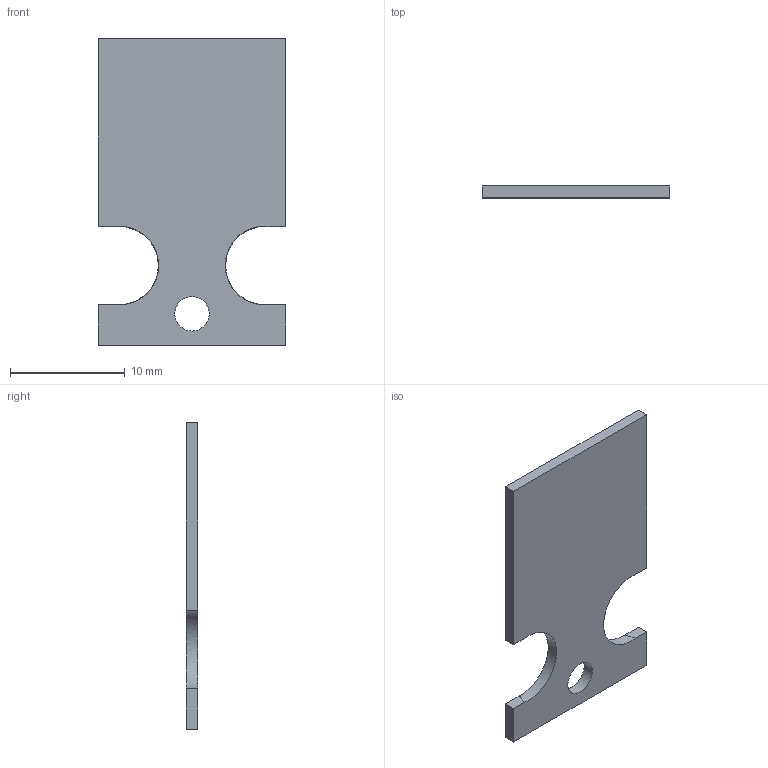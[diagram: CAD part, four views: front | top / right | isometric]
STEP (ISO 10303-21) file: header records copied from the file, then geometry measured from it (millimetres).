
FILE_DESCRIPTION(/* description */ (''),/* implementation_level */ '2;1');
FILE_NAME(/* name */ 'PCB DB9 housing v3.step',/* time_stamp */ '2020-01-09T18:07:43+02:00',/* author */ (''),/* organization */ (''),/* preprocessor_version */ 'ST-DEVELOPER v18',/* originating_system */ 'Autodesk Translation Framework v8.12.0.6',/* authorisation */ '');
FILE_SCHEMA (('AUTOMOTIVE_DESIGN { 1 0 10303 214 3 1 1 }'));
Length unit declared in the file: millimetre
Products named in the file (1): PCB DB9 housing
Bounding box: 16.35 x 1 x 26.7 mm (x, y, z)
Volume: 367.8 mm3; surface area: 846.3 mm2
Topology: 1 solids, 1 shells, 16 faces, 42 edges, 28 vertices
Faces by surface type: plane 13, cone 2, cylinder 1
Full cylindrical faces by diameter (mm): 3 x1
Entity records: 532 total; most frequent: CARTESIAN_POINT 95, ORIENTED_EDGE 84, DIRECTION 78, EDGE_CURVE 42, LINE 32, VECTOR 32, VERTEX_POINT 28, AXIS2_PLACEMENT_3D 23
